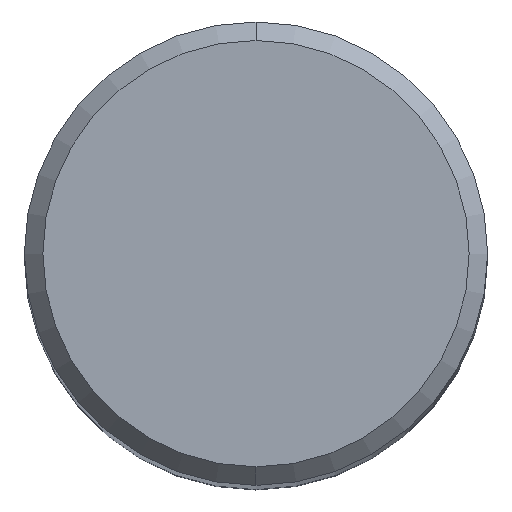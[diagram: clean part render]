
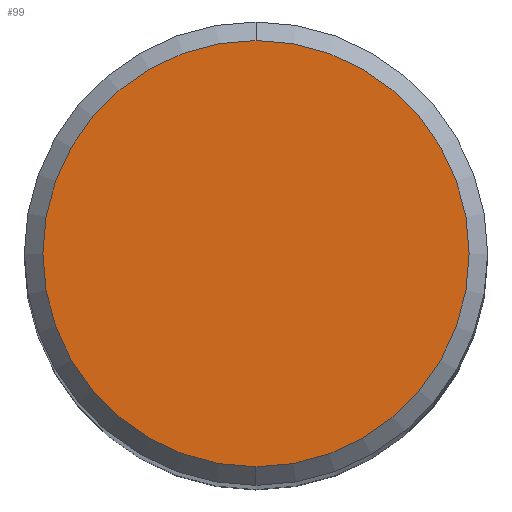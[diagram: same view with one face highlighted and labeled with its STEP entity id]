
A CAD part, top view. The second image highlights one B-rep face of the part: STEP entity #99.
In plain terms, the highlighted planar face has unit normal (0, 0, 1).
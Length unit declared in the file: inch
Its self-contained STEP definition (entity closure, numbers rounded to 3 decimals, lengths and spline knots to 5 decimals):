
#5 = CARTESIAN_POINT ( 'NONE',  ( 0., 0., 0. ) ) ;
#10 = CIRCLE ( 'NONE', #218, 0.23 ) ;
#39 = CARTESIAN_POINT ( 'NONE',  ( 0., 0.23, 0. ) ) ;
#45 = VERTEX_POINT ( 'NONE', #75 ) ;
#49 = EDGE_CURVE ( 'NONE', #82, #45, #132, .T. ) ;
#59 = CARTESIAN_POINT ( 'NONE',  ( 0., 0., 0. ) ) ;
#75 = CARTESIAN_POINT ( 'NONE',  ( 0., -0.23, 0. ) ) ;
#78 = DIRECTION ( 'NONE',  ( 0., 0., -1. ) ) ;
#82 = VERTEX_POINT ( 'NONE', #39 ) ;
#99 = ADVANCED_FACE ( 'NONE', ( #234 ), #105, .F. ) ;
#105 = PLANE ( 'NONE',  #346 ) ;
#132 = CIRCLE ( 'NONE', #281, 0.23 ) ;
#147 = ORIENTED_EDGE ( 'NONE', *, *, #49, .T. ) ;
#157 = DIRECTION ( 'NONE',  ( 0., 0., 1. ) ) ;
#166 = ORIENTED_EDGE ( 'NONE', *, *, #334, .T. ) ;
#189 = DIRECTION ( 'NONE',  ( 0., -1., 0. ) ) ;
#218 = AXIS2_PLACEMENT_3D ( 'NONE', #59, #157, #189 ) ;
#234 = FACE_OUTER_BOUND ( 'NONE', #240, .T. ) ;
#240 = EDGE_LOOP ( 'NONE', ( #147, #166 ) ) ;
#281 = AXIS2_PLACEMENT_3D ( 'NONE', #5, #328, #368 ) ;
#289 = DIRECTION ( 'NONE',  ( 0., 1., 0. ) ) ;
#328 = DIRECTION ( 'NONE',  ( 0., 0., 1. ) ) ;
#334 = EDGE_CURVE ( 'NONE', #45, #82, #10, .T. ) ;
#346 = AXIS2_PLACEMENT_3D ( 'NONE', #371, #78, #289 ) ;
#368 = DIRECTION ( 'NONE',  ( 0., -1., 0. ) ) ;
#371 = CARTESIAN_POINT ( 'NONE',  ( 0., 0.23, 0. ) ) ;
